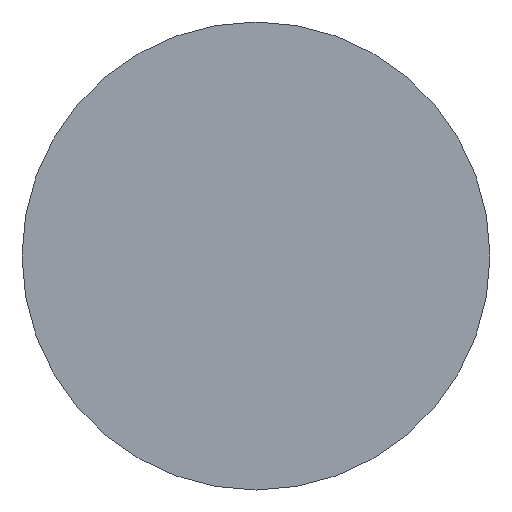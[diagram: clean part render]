
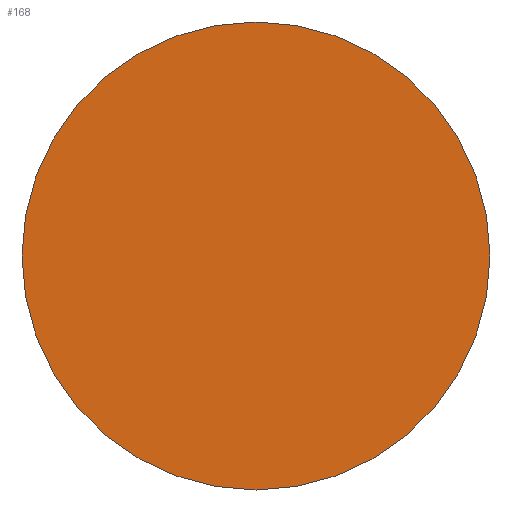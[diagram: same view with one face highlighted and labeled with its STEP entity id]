
A CAD part, front view. The second image highlights one B-rep face of the part: STEP entity #168.
In plain terms, the highlighted planar face has unit normal (0, -1, 0).
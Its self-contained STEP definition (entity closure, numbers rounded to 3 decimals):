
#1 = ORIENTED_EDGE ( 'NONE', *, *, #64, .F. ) ;
#8 = DIRECTION ( 'NONE',  ( 0., 0., 1. ) ) ;
#10 = PLANE ( 'NONE',  #60 ) ;
#12 = CARTESIAN_POINT ( 'NONE',  ( 141.043, 0., 50.529 ) ) ;
#33 = ORIENTED_EDGE ( 'NONE', *, *, #144, .F. ) ;
#34 = EDGE_LOOP ( 'NONE', ( #1, #33 ) ) ;
#36 = DIRECTION ( 'NONE',  ( 0., 0., 1. ) ) ;
#40 = DIRECTION ( 'NONE',  ( 0., 1., 0. ) ) ;
#60 = AXIS2_PLACEMENT_3D ( 'NONE', #78, #40, #111 ) ;
#64 = EDGE_CURVE ( 'NONE', #83, #162, #87, .T. ) ;
#70 = AXIS2_PLACEMENT_3D ( 'NONE', #12, #110, #8 ) ;
#78 = CARTESIAN_POINT ( 'NONE',  ( 141.043, 0., 50.529 ) ) ;
#82 = CARTESIAN_POINT ( 'NONE',  ( 141.043, 0., -63.471 ) ) ;
#83 = VERTEX_POINT ( 'NONE', #82 ) ;
#85 = FACE_OUTER_BOUND ( 'NONE', #34, .T. ) ;
#87 = CIRCLE ( 'NONE', #161, 114. ) ;
#89 = CARTESIAN_POINT ( 'NONE',  ( 141.043, 0., 164.529 ) ) ;
#110 = DIRECTION ( 'NONE',  ( 0., 1., 0. ) ) ;
#111 = DIRECTION ( 'NONE',  ( 0., 0., 1. ) ) ;
#121 = CIRCLE ( 'NONE', #70, 114. ) ;
#123 = CARTESIAN_POINT ( 'NONE',  ( 141.043, 0., 50.529 ) ) ;
#144 = EDGE_CURVE ( 'NONE', #162, #83, #121, .T. ) ;
#152 = DIRECTION ( 'NONE',  ( 0., 1., 0. ) ) ;
#161 = AXIS2_PLACEMENT_3D ( 'NONE', #123, #152, #36 ) ;
#162 = VERTEX_POINT ( 'NONE', #89 ) ;
#168 = ADVANCED_FACE ( 'NONE', ( #85 ), #10, .F. ) ;
